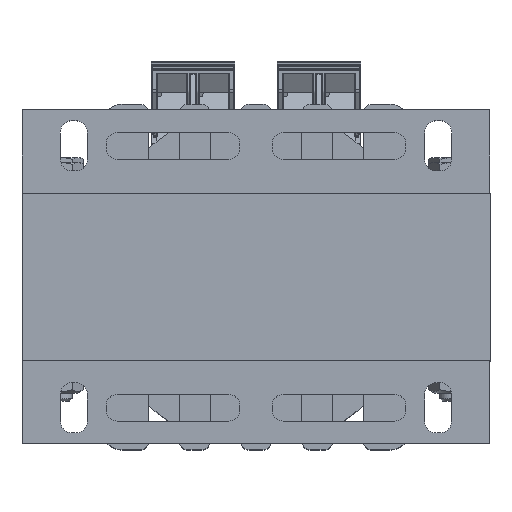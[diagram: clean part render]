
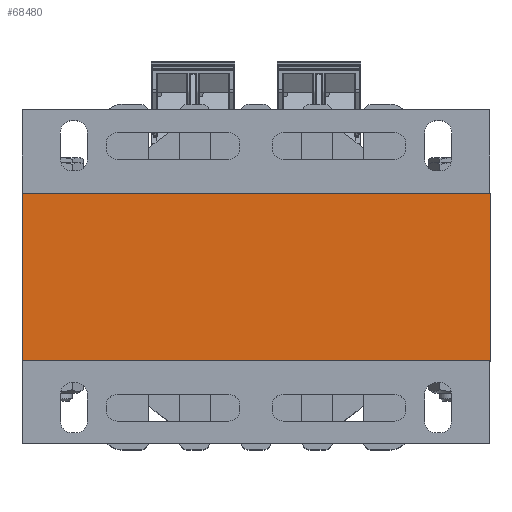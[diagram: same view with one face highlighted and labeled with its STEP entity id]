
A CAD part, top view. The second image highlights one B-rep face of the part: STEP entity #68480.
In plain terms, the highlighted planar face has unit normal (0, 0, 1).
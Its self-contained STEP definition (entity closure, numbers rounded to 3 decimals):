
#2434=PLANE('',#72343);
#5350=FACE_OUTER_BOUND('',#8932,.T.);
#8932=EDGE_LOOP('',(#47921,#47922,#47923,#47924));
#12694=LINE('',#95145,#21467);
#12695=LINE('',#95147,#21468);
#12696=LINE('',#95149,#21469);
#12697=LINE('',#95150,#21470);
#21467=VECTOR('',#77053,1.);
#21468=VECTOR('',#77054,1.);
#21469=VECTOR('',#77055,1.);
#21470=VECTOR('',#77056,1.);
#31273=VERTEX_POINT('',#95143);
#31274=VERTEX_POINT('',#95144);
#31275=VERTEX_POINT('',#95146);
#31276=VERTEX_POINT('',#95148);
#37847=EDGE_CURVE('',#31273,#31274,#12694,.T.);
#37848=EDGE_CURVE('',#31275,#31274,#12695,.T.);
#37849=EDGE_CURVE('',#31275,#31276,#12696,.T.);
#37850=EDGE_CURVE('',#31276,#31273,#12697,.T.);
#47921=ORIENTED_EDGE('',*,*,#37847,.T.);
#47922=ORIENTED_EDGE('',*,*,#37848,.F.);
#47923=ORIENTED_EDGE('',*,*,#37849,.T.);
#47924=ORIENTED_EDGE('',*,*,#37850,.T.);
#68480=ADVANCED_FACE('',(#5350),#2434,.T.);
#72343=AXIS2_PLACEMENT_3D('',#95142,#77051,#77052);
#77051=DIRECTION('center_axis',(0.,0.,1.));
#77052=DIRECTION('ref_axis',(0.,-1.,0.));
#77053=DIRECTION('',(1.,0.,0.));
#77054=DIRECTION('',(0.,-1.,0.));
#77055=DIRECTION('',(-1.,0.,0.));
#77056=DIRECTION('',(0.,-1.,0.));
#95142=CARTESIAN_POINT('Origin',(693.587,1703.578,-92.158));
#95143=CARTESIAN_POINT('',(693.587,1673.578,-92.158));
#95144=CARTESIAN_POINT('',(777.587,1673.578,-92.158));
#95145=CARTESIAN_POINT('',(777.587,1673.578,-92.158));
#95146=CARTESIAN_POINT('',(777.587,1703.578,-92.158));
#95147=CARTESIAN_POINT('',(777.587,1703.578,-92.158));
#95148=CARTESIAN_POINT('',(693.587,1703.578,-92.158));
#95149=CARTESIAN_POINT('',(777.587,1703.578,-92.158));
#95150=CARTESIAN_POINT('',(693.587,1703.578,-92.158));
